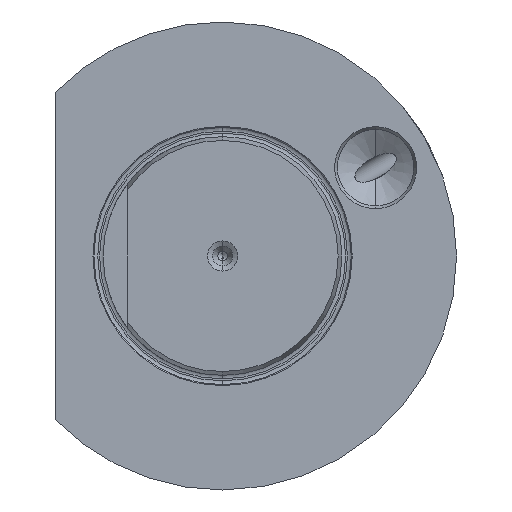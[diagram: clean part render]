
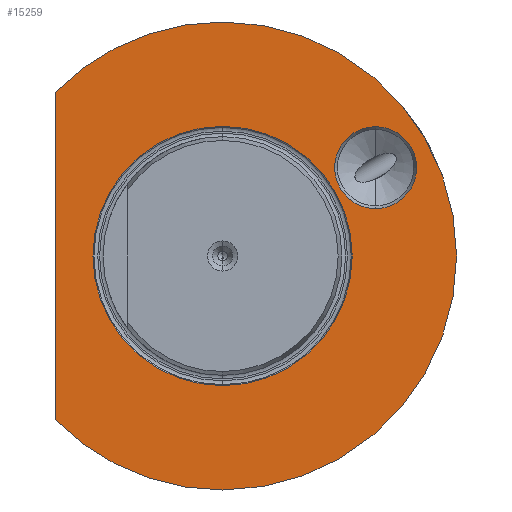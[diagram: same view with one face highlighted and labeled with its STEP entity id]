
A CAD part, left-side view. The second image highlights one B-rep face of the part: STEP entity #15259.
In plain terms, the highlighted planar face has unit normal (-1, 0, 0).
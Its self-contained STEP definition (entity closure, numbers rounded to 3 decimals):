
#444 = FACE_OUTER_BOUND ( 'NONE', #8529, .T. ) ;
#1411 = VERTEX_POINT ( 'NONE', #5662 ) ;
#1551 = EDGE_CURVE ( 'NONE', #4494, #2091, #9694, .T. ) ;
#1601 = EDGE_CURVE ( 'NONE', #2091, #22216, #5958, .T. ) ;
#1766 = EDGE_CURVE ( 'NONE', #11651, #4494, #15913, .T. ) ;
#1997 = DIRECTION ( 'NONE',  ( -1., 0., 0. ) ) ;
#2091 = VERTEX_POINT ( 'NONE', #18595 ) ;
#2188 = EDGE_CURVE ( 'NONE', #26527, #9991, #12566, .T. ) ;
#3236 = AXIS2_PLACEMENT_3D ( 'NONE', #16121, #1997, #18494 ) ;
#3519 = EDGE_CURVE ( 'NONE', #1411, #10050, #16394, .T. ) ;
#3988 = ORIENTED_EDGE ( 'NONE', *, *, #16798, .F. ) ;
#4283 = CARTESIAN_POINT ( 'NONE',  ( 0., -32.043, 18.5 ) ) ;
#4494 = VERTEX_POINT ( 'NONE', #5740 ) ;
#5591 = CARTESIAN_POINT ( 'NONE',  ( 0., 0., 0. ) ) ;
#5662 = CARTESIAN_POINT ( 'NONE',  ( 0., -32.043, 27.077 ) ) ;
#5740 = CARTESIAN_POINT ( 'NONE',  ( 0., 0., -49. ) ) ;
#5891 = DIRECTION ( 'NONE',  ( -1., 0., 0. ) ) ;
#5911 = CARTESIAN_POINT ( 'NONE',  ( 0., 0., 0. ) ) ;
#5958 = CIRCLE ( 'NONE', #29175, 49. ) ;
#6250 = LINE ( 'NONE', #6705, #23636 ) ;
#6563 = AXIS2_PLACEMENT_3D ( 'NONE', #5911, #22427, #8312 ) ;
#6646 = DIRECTION ( 'NONE',  ( 0., 0., 1. ) ) ;
#6705 = CARTESIAN_POINT ( 'NONE',  ( 0., 35., -34.293 ) ) ;
#7183 = CARTESIAN_POINT ( 'NONE',  ( 0., -32.043, 18.5 ) ) ;
#7353 = CARTESIAN_POINT ( 'NONE',  ( 0., 0., 0. ) ) ;
#7986 = DIRECTION ( 'NONE',  ( 0., 0., 1. ) ) ;
#8312 = DIRECTION ( 'NONE',  ( 0., 0., -1. ) ) ;
#8529 = EDGE_LOOP ( 'NONE', ( #8937, #16610, #22270, #27598 ) ) ;
#8937 = ORIENTED_EDGE ( 'NONE', *, *, #1766, .T. ) ;
#9501 = ORIENTED_EDGE ( 'NONE', *, *, #27035, .F. ) ;
#9572 = DIRECTION ( 'NONE',  ( 0., 0., 1. ) ) ;
#9694 = CIRCLE ( 'NONE', #18085, 49. ) ;
#9737 = DIRECTION ( 'NONE',  ( 0., 0., 1. ) ) ;
#9991 = VERTEX_POINT ( 'NONE', #19261 ) ;
#10050 = VERTEX_POINT ( 'NONE', #10083 ) ;
#10083 = CARTESIAN_POINT ( 'NONE',  ( 0., -32.043, 9.923 ) ) ;
#10846 = EDGE_LOOP ( 'NONE', ( #9501, #22147 ) ) ;
#11283 = CARTESIAN_POINT ( 'NONE',  ( 0., 35., 34.293 ) ) ;
#11355 = CIRCLE ( 'NONE', #29626, 8.577 ) ;
#11651 = VERTEX_POINT ( 'NONE', #18496 ) ;
#12215 = EDGE_CURVE ( 'NONE', #11651, #22216, #6250, .T. ) ;
#12566 = CIRCLE ( 'NONE', #28415, 27.15 ) ;
#12989 = FACE_BOUND ( 'NONE', #23457, .T. ) ;
#13548 = CARTESIAN_POINT ( 'NONE',  ( 0., 0., 0. ) ) ;
#15259 = ADVANCED_FACE ( 'NONE', ( #12989, #444, #18515 ), #29356, .F. ) ;
#15896 = DIRECTION ( 'NONE',  ( 0., 0., 1. ) ) ;
#15913 = CIRCLE ( 'NONE', #30174, 49. ) ;
#16121 = CARTESIAN_POINT ( 'NONE',  ( 0., 0., 0. ) ) ;
#16394 = CIRCLE ( 'NONE', #30352, 8.577 ) ;
#16610 = ORIENTED_EDGE ( 'NONE', *, *, #1551, .T. ) ;
#16798 = EDGE_CURVE ( 'NONE', #10050, #1411, #11355, .T. ) ;
#16942 = ORIENTED_EDGE ( 'NONE', *, *, #3519, .F. ) ;
#18085 = AXIS2_PLACEMENT_3D ( 'NONE', #5591, #22096, #7986 ) ;
#18494 = DIRECTION ( 'NONE',  ( 0., 0., 1. ) ) ;
#18496 = CARTESIAN_POINT ( 'NONE',  ( 0., 35., -34.293 ) ) ;
#18515 = FACE_BOUND ( 'NONE', #10846, .T. ) ;
#18595 = CARTESIAN_POINT ( 'NONE',  ( 0., 0., 49. ) ) ;
#19261 = CARTESIAN_POINT ( 'NONE',  ( 0., 0., 27.15 ) ) ;
#20040 = CARTESIAN_POINT ( 'NONE',  ( 0., 0., 0. ) ) ;
#20787 = DIRECTION ( 'NONE',  ( -1., 0., 0. ) ) ;
#22096 = DIRECTION ( 'NONE',  ( -1., 0., 0. ) ) ;
#22147 = ORIENTED_EDGE ( 'NONE', *, *, #2188, .F. ) ;
#22216 = VERTEX_POINT ( 'NONE', #11283 ) ;
#22270 = ORIENTED_EDGE ( 'NONE', *, *, #1601, .T. ) ;
#22407 = DIRECTION ( 'NONE',  ( 0., 0., 1. ) ) ;
#22427 = DIRECTION ( 'NONE',  ( 1., 0., 0. ) ) ;
#23457 = EDGE_LOOP ( 'NONE', ( #16942, #3988 ) ) ;
#23636 = VECTOR ( 'NONE', #27974, 1000. ) ;
#23699 = DIRECTION ( 'NONE',  ( -1., 0., 0. ) ) ;
#23852 = DIRECTION ( 'NONE',  ( -1., 0., 0. ) ) ;
#24980 = CIRCLE ( 'NONE', #3236, 27.15 ) ;
#26527 = VERTEX_POINT ( 'NONE', #27939 ) ;
#27035 = EDGE_CURVE ( 'NONE', #9991, #26527, #24980, .T. ) ;
#27598 = ORIENTED_EDGE ( 'NONE', *, *, #12215, .F. ) ;
#27939 = CARTESIAN_POINT ( 'NONE',  ( 0., 0., -27.15 ) ) ;
#27974 = DIRECTION ( 'NONE',  ( 0., 0., 1. ) ) ;
#28415 = AXIS2_PLACEMENT_3D ( 'NONE', #7353, #23852, #9737 ) ;
#29175 = AXIS2_PLACEMENT_3D ( 'NONE', #20040, #5891, #22407 ) ;
#29356 = PLANE ( 'NONE',  #6563 ) ;
#29626 = AXIS2_PLACEMENT_3D ( 'NONE', #4283, #20787, #6646 ) ;
#30048 = DIRECTION ( 'NONE',  ( -1., 0., 0. ) ) ;
#30174 = AXIS2_PLACEMENT_3D ( 'NONE', #13548, #30048, #15896 ) ;
#30352 = AXIS2_PLACEMENT_3D ( 'NONE', #7183, #23699, #9572 ) ;
